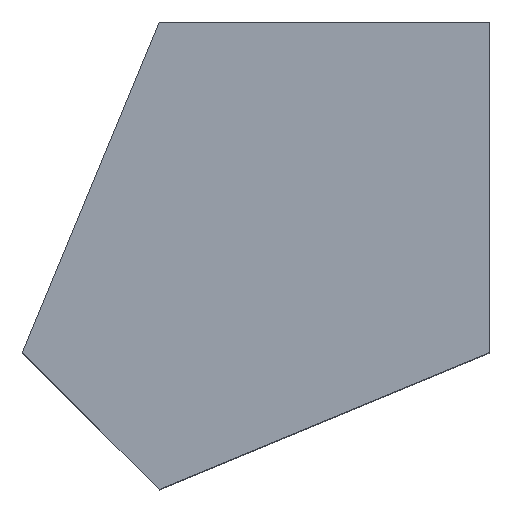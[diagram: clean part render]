
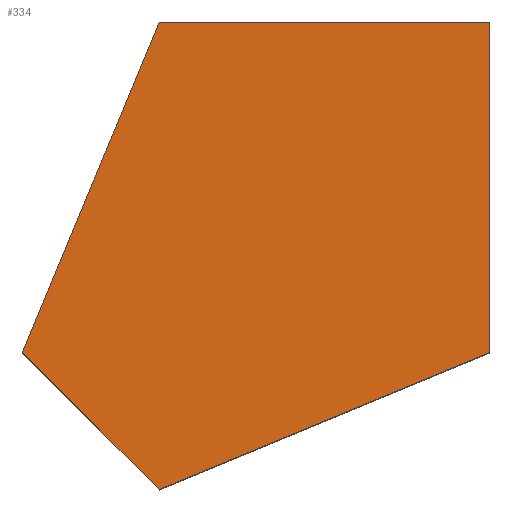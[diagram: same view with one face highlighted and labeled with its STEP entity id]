
A CAD part, top view. The second image highlights one B-rep face of the part: STEP entity #334.
In plain terms, the highlighted planar face has unit normal (0, 0, 1).
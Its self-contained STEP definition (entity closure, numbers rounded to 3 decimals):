
#4 = LINE ( 'NONE', #97, #65 ) ;
#6 = VERTEX_POINT ( 'NONE', #262 ) ;
#43 = VERTEX_POINT ( 'NONE', #67 ) ;
#65 = VECTOR ( 'NONE', #215, 1000. ) ;
#67 = CARTESIAN_POINT ( 'NONE',  ( 16.625, 6.247, 10. ) ) ;
#68 = ORIENTED_EDGE ( 'NONE', *, *, #117, .T. ) ;
#69 = LINE ( 'NONE', #148, #340 ) ;
#83 = EDGE_LOOP ( 'NONE', ( #194, #213, #98, #68, #319 ) ) ;
#91 = LINE ( 'NONE', #244, #241 ) ;
#97 = CARTESIAN_POINT ( 'NONE',  ( 6.628, 2.106, 10. ) ) ;
#98 = ORIENTED_EDGE ( 'NONE', *, *, #281, .T. ) ;
#104 = VECTOR ( 'NONE', #326, 1000. ) ;
#113 = PLANE ( 'NONE',  #181 ) ;
#114 = LINE ( 'NONE', #143, #154 ) ;
#117 = EDGE_CURVE ( 'NONE', #318, #265, #225, .T. ) ;
#126 = VERTEX_POINT ( 'NONE', #271 ) ;
#139 = DIRECTION ( 'NONE',  ( 0.707, -0.707, 0. ) ) ;
#142 = FACE_OUTER_BOUND ( 'NONE', #83, .T. ) ;
#143 = CARTESIAN_POINT ( 'NONE',  ( 16.625, 6.247, 10. ) ) ;
#148 = CARTESIAN_POINT ( 'NONE',  ( 16.625, 16.247, 10. ) ) ;
#154 = VECTOR ( 'NONE', #245, 1000. ) ;
#163 = CARTESIAN_POINT ( 'NONE',  ( 6.625, 16.247, 10. ) ) ;
#181 = AXIS2_PLACEMENT_3D ( 'NONE', #192, #218, #275 ) ;
#186 = DIRECTION ( 'NONE',  ( -1., 0., 0. ) ) ;
#192 = CARTESIAN_POINT ( 'NONE',  ( 0., 0., 10. ) ) ;
#194 = ORIENTED_EDGE ( 'NONE', *, *, #261, .T. ) ;
#195 = EDGE_CURVE ( 'NONE', #265, #6, #91, .T. ) ;
#213 = ORIENTED_EDGE ( 'NONE', *, *, #258, .T. ) ;
#215 = DIRECTION ( 'NONE',  ( 0.924, 0.383, 0. ) ) ;
#218 = DIRECTION ( 'NONE',  ( 0., 0., 1. ) ) ;
#225 = LINE ( 'NONE', #268, #104 ) ;
#241 = VECTOR ( 'NONE', #139, 1000. ) ;
#244 = CARTESIAN_POINT ( 'NONE',  ( 6.628, 2.106, 10. ) ) ;
#245 = DIRECTION ( 'NONE',  ( 0., 1., 0. ) ) ;
#258 = EDGE_CURVE ( 'NONE', #43, #126, #114, .T. ) ;
#261 = EDGE_CURVE ( 'NONE', #6, #43, #4, .T. ) ;
#262 = CARTESIAN_POINT ( 'NONE',  ( 6.628, 2.106, 10. ) ) ;
#265 = VERTEX_POINT ( 'NONE', #306 ) ;
#268 = CARTESIAN_POINT ( 'NONE',  ( 6.625, 16.247, 10. ) ) ;
#271 = CARTESIAN_POINT ( 'NONE',  ( 16.625, 16.247, 10. ) ) ;
#275 = DIRECTION ( 'NONE',  ( 1., 0., 0. ) ) ;
#281 = EDGE_CURVE ( 'NONE', #126, #318, #69, .T. ) ;
#306 = CARTESIAN_POINT ( 'NONE',  ( 2.484, 6.251, 10. ) ) ;
#318 = VERTEX_POINT ( 'NONE', #163 ) ;
#319 = ORIENTED_EDGE ( 'NONE', *, *, #195, .T. ) ;
#326 = DIRECTION ( 'NONE',  ( -0.383, -0.924, 0. ) ) ;
#334 = ADVANCED_FACE ( 'NONE', ( #142 ), #113, .T. ) ;
#340 = VECTOR ( 'NONE', #186, 1000. ) ;
